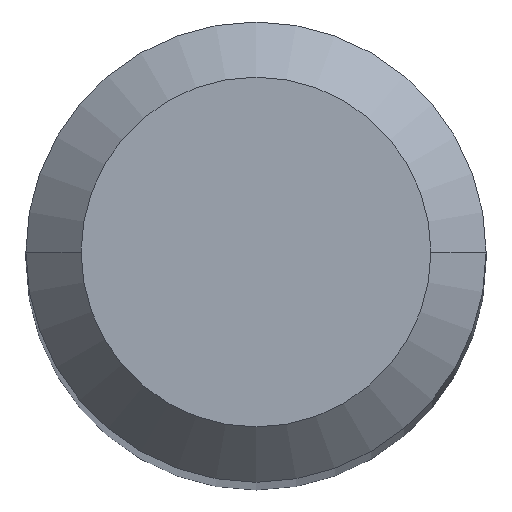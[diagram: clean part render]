
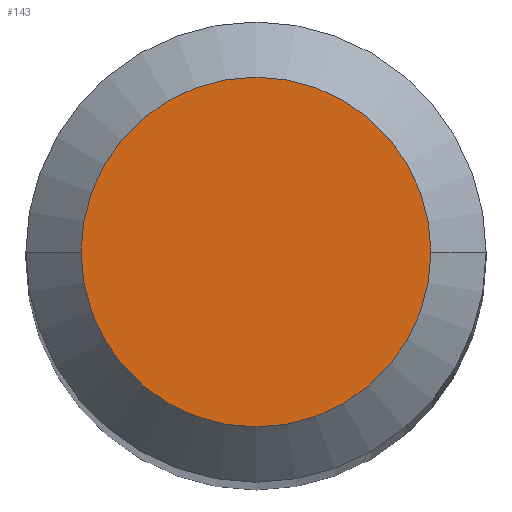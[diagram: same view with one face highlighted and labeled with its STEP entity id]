
A CAD part, top view. The second image highlights one B-rep face of the part: STEP entity #143.
In plain terms, the highlighted planar face has unit normal (0, 0, 1).
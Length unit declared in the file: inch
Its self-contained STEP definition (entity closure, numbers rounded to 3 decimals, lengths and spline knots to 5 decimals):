
#11 = DIRECTION ( 'NONE',  ( 1., 0., 0. ) ) ;
#13 = AXIS2_PLACEMENT_3D ( 'NONE', #71, #224, #79 ) ;
#38 = CARTESIAN_POINT ( 'NONE',  ( 0., 0., 1.5 ) ) ;
#52 = EDGE_LOOP ( 'NONE', ( #271, #130 ) ) ;
#62 = CARTESIAN_POINT ( 'NONE',  ( 0., 0., 1.5 ) ) ;
#70 = EDGE_CURVE ( 'NONE', #279, #227, #248, .T. ) ;
#71 = CARTESIAN_POINT ( 'NONE',  ( 0., 0., 1.5 ) ) ;
#79 = DIRECTION ( 'NONE',  ( 1., 0., 0. ) ) ;
#93 = CARTESIAN_POINT ( 'NONE',  ( 0.0475, 0., 1.5 ) ) ;
#111 = FACE_OUTER_BOUND ( 'NONE', #52, .T. ) ;
#112 = DIRECTION ( 'NONE',  ( 1., 0., 0. ) ) ;
#130 = ORIENTED_EDGE ( 'NONE', *, *, #70, .T. ) ;
#135 = DIRECTION ( 'NONE',  ( 0., 0., 1. ) ) ;
#143 = ADVANCED_FACE ( 'NONE', ( #111 ), #184, .T. ) ;
#150 = CIRCLE ( 'NONE', #13, 0.0475 ) ;
#184 = PLANE ( 'NONE',  #236 ) ;
#224 = DIRECTION ( 'NONE',  ( 0., 0., 1. ) ) ;
#227 = VERTEX_POINT ( 'NONE', #319 ) ;
#236 = AXIS2_PLACEMENT_3D ( 'NONE', #62, #135, #11 ) ;
#248 = CIRCLE ( 'NONE', #287, 0.0475 ) ;
#260 = DIRECTION ( 'NONE',  ( 0., 0., 1. ) ) ;
#271 = ORIENTED_EDGE ( 'NONE', *, *, #325, .T. ) ;
#279 = VERTEX_POINT ( 'NONE', #93 ) ;
#287 = AXIS2_PLACEMENT_3D ( 'NONE', #38, #260, #112 ) ;
#319 = CARTESIAN_POINT ( 'NONE',  ( -0.0475, 0., 1.5 ) ) ;
#325 = EDGE_CURVE ( 'NONE', #227, #279, #150, .T. ) ;
